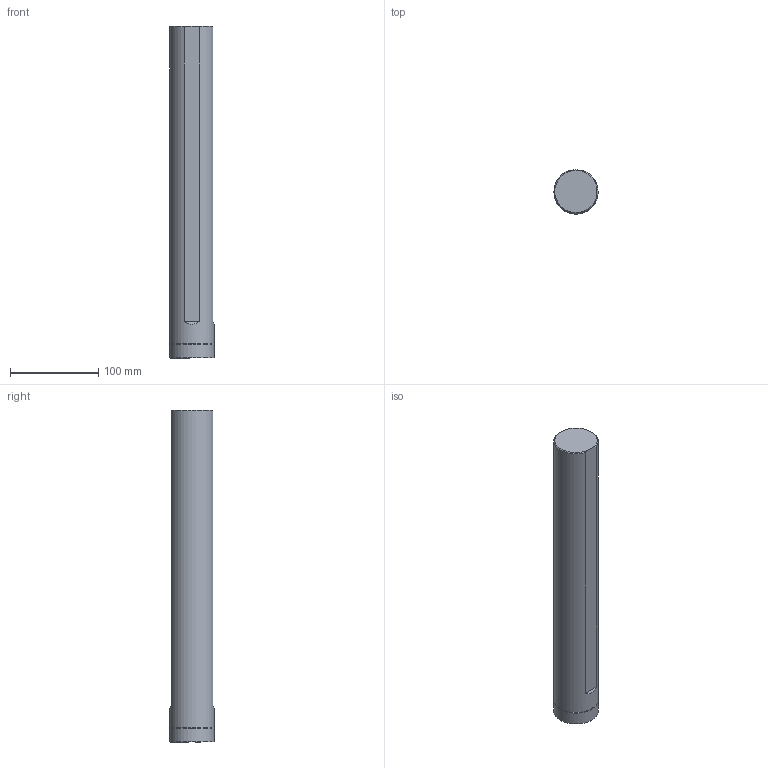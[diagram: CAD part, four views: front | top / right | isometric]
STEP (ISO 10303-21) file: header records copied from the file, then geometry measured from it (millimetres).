
FILE_DESCRIPTION(/* description */ (''),/* implementation_level */ '2;1');
FILE_NAME(/* name */ 'D50-A-368-GL50_Basic.stp',/* time_stamp */ '2021-10-10T23:50:57+05:00',/* author */ (''),/* organization */ (''),/* preprocessor_version */ 'ST-DEVELOPER v16.7',/* originating_system */ 'SIEMENS PLM Software NX 12.0',/* authorisation */ '');
FILE_SCHEMA (('AUTOMOTIVE_DESIGN { 1 0 10303 214 3 1 1 1 }'));
Length unit declared in the file: millimetre
Products named in the file (1): inpu0FECC7DBibpu
Bounding box: 50 x 50 x 375.4 mm (x, y, z)
Volume: 696459.8 mm3; surface area: 75264.9 mm2
Topology: 3 solids, 4 shells, 55 faces, 112 edges, 74 vertices
Faces by surface type: plane 24, cone 14, cylinder 10, torus 7
Full cylindrical faces by diameter (mm): 6 x1, 8.65 x2, 42 x2, 42.1 x1, 45 x2, 50 x2
Entity records: 1388 total; most frequent: DIRECTION 246, CARTESIAN_POINT 231, ORIENTED_EDGE 168, AXIS2_PLACEMENT_3D 109, EDGE_LOOP 87, EDGE_CURVE 84, VERTEX_POINT 67, FACE_BOUND 64
